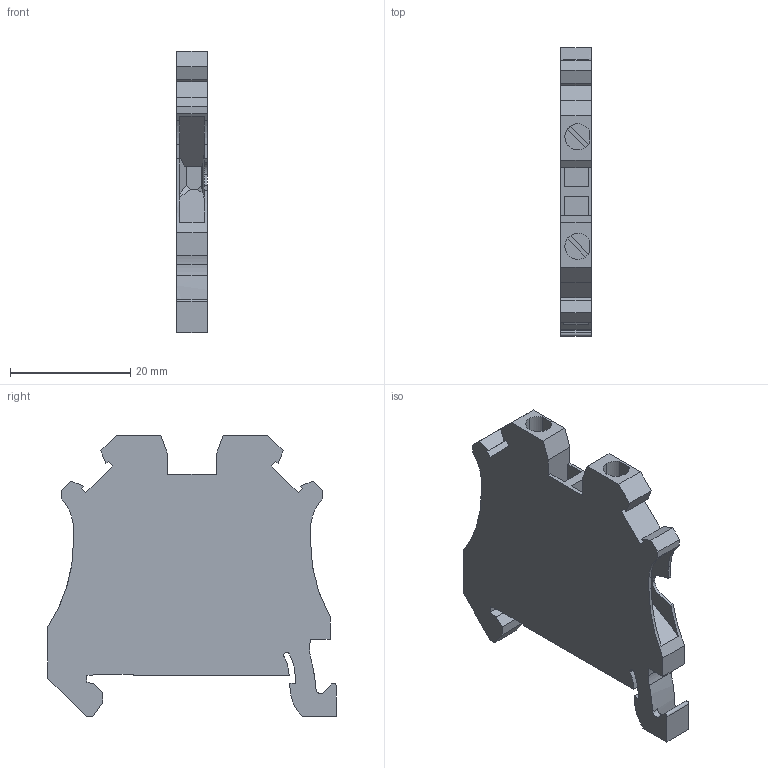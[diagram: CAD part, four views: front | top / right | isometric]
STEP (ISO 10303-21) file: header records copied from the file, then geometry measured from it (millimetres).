
FILE_DESCRIPTION(('STEP AP214'),'1');
FILE_NAME('cctmp_DF61EAD6-95D3-4E7A-86DD-E8DE1F1E9479_2023_07_24_09_25_07_0217..stp','2023-07-24T07:25:07',('SIEMENS A&D'),('CADClick - www.CADClick.com'),'Spatial InterOp 3D postprocessed',' ','unknown authorization');
FILE_SCHEMA(('AUTOMOTIVE_DESIGN'));
Length unit declared in the file: millimetre
Products named in the file (1): 2023_07_24_09_25_07_0211
Bounding box: 5.15 x 48 x 46.85 mm (x, y, z)
Volume: 6981.2 mm3; surface area: 5442.9 mm2
Topology: 1 solids, 1 shells, 148 faces, 426 edges, 282 vertices
Faces by surface type: plane 118, cylinder 30
Entity records: 5288 total; most frequent: CARTESIAN_POINT 857, ORIENTED_EDGE 852, DIRECTION 797, EDGE_CURVE 426, LINE 353, VECTOR 353, VERTEX_POINT 282, AXIS2_PLACEMENT_3D 222
